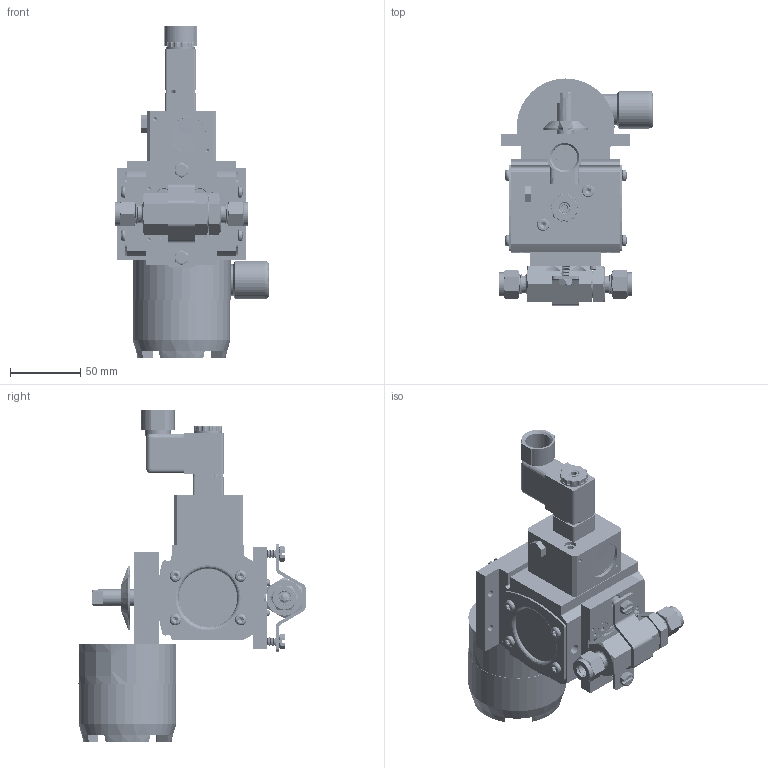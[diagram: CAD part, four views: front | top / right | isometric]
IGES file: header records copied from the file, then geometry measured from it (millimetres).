
Start section: SolidWorks IGES file using analytic representation for surfaces
Global section: file name: 8204XXC6A512D4GPDCLS.igs; native system: SolidWorks 2018; preprocessor: SolidWorks 2018; author: ryanm; date: 180830.085859; units: inch
Bounding box: 109.22 x 161.26 x 235.76 mm (x, y, z)
Surface area: 235775 mm2 (no closed solid volume)
Topology: 0 solids, 0 shells, 4666 faces, 65783 edges, 65570 vertices
Faces by surface type: revolution 3388, bspline 1278
